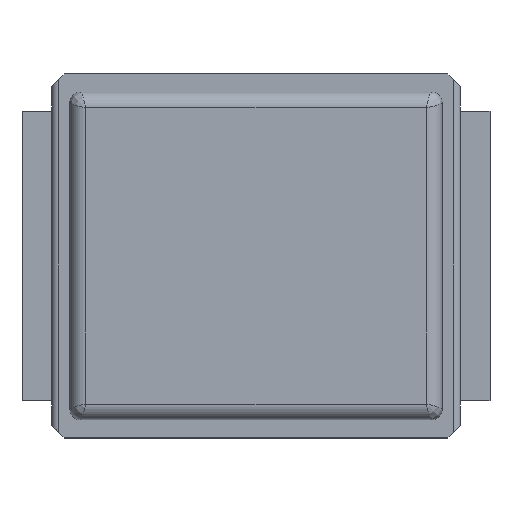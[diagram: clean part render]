
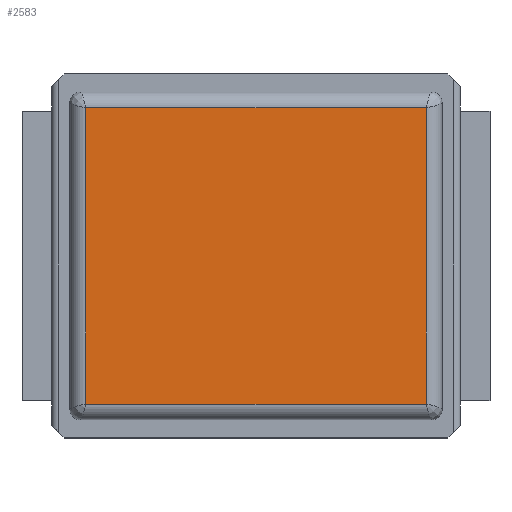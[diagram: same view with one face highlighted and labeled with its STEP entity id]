
A CAD part, top view. The second image highlights one B-rep face of the part: STEP entity #2583.
In plain terms, the highlighted planar face has unit normal (0, 0, 1).
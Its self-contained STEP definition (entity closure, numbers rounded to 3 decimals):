
#2178 = VERTEX_POINT('',#2179);
#2179 = CARTESIAN_POINT('',(-2.294,1.994,0.65));
#2263 = VERTEX_POINT('',#2264);
#2264 = CARTESIAN_POINT('',(-2.294,-1.994,0.65));
#2273 = EDGE_CURVE('',#2178,#2263,#2274,.T.);
#2274 = LINE('',#2275,#2276);
#2275 = CARTESIAN_POINT('',(-2.294,2.068,0.65));
#2276 = VECTOR('',#2277,1.);
#2277 = DIRECTION('',(-0.,-1.,-0.));
#2363 = VERTEX_POINT('',#2364);
#2364 = CARTESIAN_POINT('',(2.294,-1.994,0.65));
#2373 = EDGE_CURVE('',#2263,#2363,#2374,.T.);
#2374 = LINE('',#2375,#2376);
#2375 = CARTESIAN_POINT('',(-2.368,-1.994,0.65));
#2376 = VECTOR('',#2377,1.);
#2377 = DIRECTION('',(1.,0.,0.));
#2463 = VERTEX_POINT('',#2464);
#2464 = CARTESIAN_POINT('',(2.294,1.994,0.65));
#2473 = EDGE_CURVE('',#2363,#2463,#2474,.T.);
#2474 = LINE('',#2475,#2476);
#2475 = CARTESIAN_POINT('',(2.294,-2.068,0.65));
#2476 = VECTOR('',#2477,1.);
#2477 = DIRECTION('',(0.,1.,0.));
#2561 = EDGE_CURVE('',#2463,#2178,#2562,.T.);
#2562 = LINE('',#2563,#2564);
#2563 = CARTESIAN_POINT('',(2.368,1.994,0.65));
#2564 = VECTOR('',#2565,1.);
#2565 = DIRECTION('',(-1.,-0.,-0.));
#2583 = ADVANCED_FACE('',(#2584),#2590,.T.);
#2584 = FACE_BOUND('',#2585,.T.);
#2585 = EDGE_LOOP('',(#2586,#2587,#2588,#2589));
#2586 = ORIENTED_EDGE('',*,*,#2561,.T.);
#2587 = ORIENTED_EDGE('',*,*,#2273,.T.);
#2588 = ORIENTED_EDGE('',*,*,#2373,.T.);
#2589 = ORIENTED_EDGE('',*,*,#2473,.T.);
#2590 = PLANE('',#2591);
#2591 = AXIS2_PLACEMENT_3D('',#2592,#2593,#2594);
#2592 = CARTESIAN_POINT('',(-2.505,-2.205,0.65));
#2593 = DIRECTION('',(0.,0.,1.));
#2594 = DIRECTION('',(1.,0.,0.));
